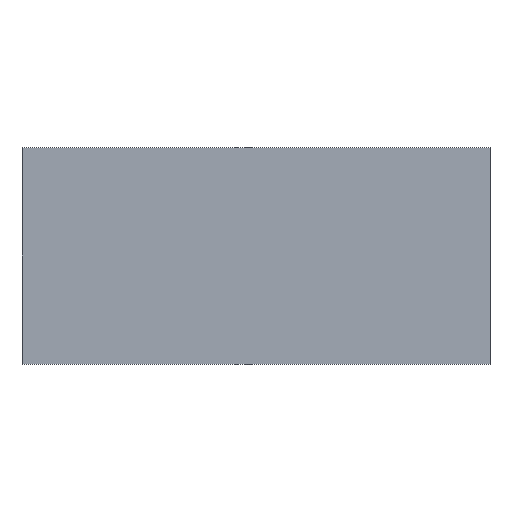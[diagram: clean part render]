
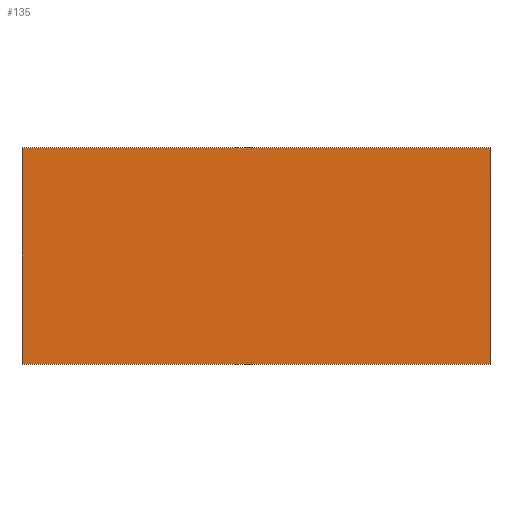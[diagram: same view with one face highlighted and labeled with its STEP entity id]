
A CAD part, left-side view. The second image highlights one B-rep face of the part: STEP entity #135.
In plain terms, the highlighted planar face has unit normal (-1, 0, 0).
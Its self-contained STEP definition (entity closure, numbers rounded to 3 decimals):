
#3 = ORIENTED_EDGE ( 'NONE', *, *, #130, .T. ) ;
#25 = CARTESIAN_POINT ( 'NONE',  ( -1.385, 0., -1.385 ) ) ;
#31 = EDGE_CURVE ( 'NONE', #276, #596, #582, .T. ) ;
#36 = LINE ( 'NONE', #297, #113 ) ;
#75 = CARTESIAN_POINT ( 'NONE',  ( -1.385, 6., -1.385 ) ) ;
#111 = VECTOR ( 'NONE', #248, 1000. ) ;
#113 = VECTOR ( 'NONE', #438, 1000. ) ;
#130 = EDGE_CURVE ( 'NONE', #276, #544, #331, .T. ) ;
#135 = ADVANCED_FACE ( 'NONE', ( #240 ), #569, .F. ) ;
#145 = ORIENTED_EDGE ( 'NONE', *, *, #31, .F. ) ;
#147 = DIRECTION ( 'NONE',  ( 0., -1., 0. ) ) ;
#163 = CARTESIAN_POINT ( 'NONE',  ( -1.385, 0., -1.385 ) ) ;
#192 = DIRECTION ( 'NONE',  ( 1., 0., 0. ) ) ;
#224 = ORIENTED_EDGE ( 'NONE', *, *, #377, .F. ) ;
#229 = CARTESIAN_POINT ( 'NONE',  ( -1.385, 6., -1.385 ) ) ;
#240 = FACE_OUTER_BOUND ( 'NONE', #262, .T. ) ;
#245 = DIRECTION ( 'NONE',  ( 0., 0., -1. ) ) ;
#248 = DIRECTION ( 'NONE',  ( 0., 0., 1. ) ) ;
#257 = CARTESIAN_POINT ( 'NONE',  ( -1.385, 6., -1.385 ) ) ;
#262 = EDGE_LOOP ( 'NONE', ( #310, #224, #145, #3 ) ) ;
#268 = CARTESIAN_POINT ( 'NONE',  ( -1.385, 6., 1.385 ) ) ;
#276 = VERTEX_POINT ( 'NONE', #229 ) ;
#297 = CARTESIAN_POINT ( 'NONE',  ( -1.385, 6., 1.385 ) ) ;
#305 = DIRECTION ( 'NONE',  ( 0., 0., 1. ) ) ;
#310 = ORIENTED_EDGE ( 'NONE', *, *, #487, .T. ) ;
#319 = VERTEX_POINT ( 'NONE', #369 ) ;
#331 = LINE ( 'NONE', #257, #456 ) ;
#342 = LINE ( 'NONE', #163, #432 ) ;
#349 = AXIS2_PLACEMENT_3D ( 'NONE', #579, #192, #245 ) ;
#369 = CARTESIAN_POINT ( 'NONE',  ( -1.385, 0., 1.385 ) ) ;
#377 = EDGE_CURVE ( 'NONE', #596, #319, #36, .T. ) ;
#432 = VECTOR ( 'NONE', #305, 1000. ) ;
#438 = DIRECTION ( 'NONE',  ( 0., -1., 0. ) ) ;
#456 = VECTOR ( 'NONE', #147, 1000. ) ;
#487 = EDGE_CURVE ( 'NONE', #544, #319, #342, .T. ) ;
#544 = VERTEX_POINT ( 'NONE', #25 ) ;
#569 = PLANE ( 'NONE',  #349 ) ;
#579 = CARTESIAN_POINT ( 'NONE',  ( -1.385, 6., -1.385 ) ) ;
#582 = LINE ( 'NONE', #75, #111 ) ;
#596 = VERTEX_POINT ( 'NONE', #268 ) ;
